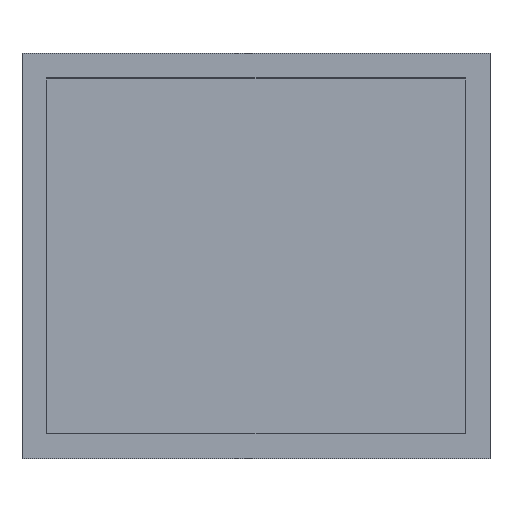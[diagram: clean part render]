
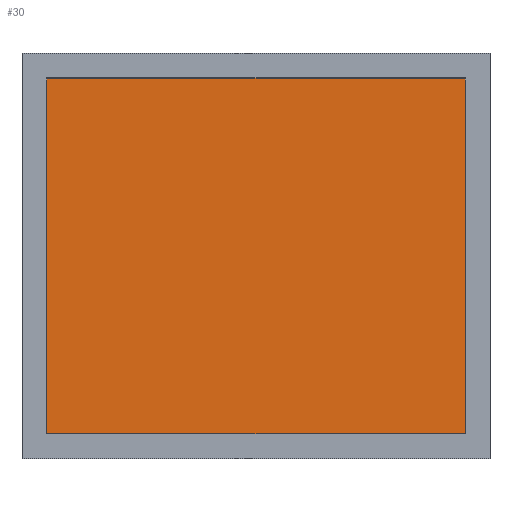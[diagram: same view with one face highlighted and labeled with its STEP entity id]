
A CAD part, top view. The second image highlights one B-rep face of the part: STEP entity #30.
In plain terms, the highlighted planar face has unit normal (0, 0, 1).
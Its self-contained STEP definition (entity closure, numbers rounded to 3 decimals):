
#30=ADVANCED_FACE('',(#65),#546,.T.);
#65=FACE_OUTER_BOUND('',#103,.T.);
#103=EDGE_LOOP('',(#170,#171,#172,#173));
#170=ORIENTED_EDGE('',*,*,#320,.T.);
#171=ORIENTED_EDGE('',*,*,#312,.T.);
#172=ORIENTED_EDGE('',*,*,#314,.T.);
#173=ORIENTED_EDGE('',*,*,#318,.T.);
#312=EDGE_CURVE('',#481,#478,#396,.T.);
#314=EDGE_CURVE('',#478,#482,#398,.T.);
#318=EDGE_CURVE('',#482,#484,#402,.T.);
#320=EDGE_CURVE('',#484,#481,#404,.T.);
#396=B_SPLINE_CURVE_WITH_KNOTS('',1,(#1040,#1041),.UNSPECIFIED.,.F.,.F.,
(2,2),(8.,142.),.UNSPECIFIED.);
#398=B_SPLINE_CURVE_WITH_KNOTS('',1,(#1044,#1045),.UNSPECIFIED.,.F.,.F.,
(2,2),(8.,122.),.UNSPECIFIED.);
#402=B_SPLINE_CURVE_WITH_KNOTS('',1,(#1052,#1053),.UNSPECIFIED.,.F.,.F.,
(2,2),(8.,142.),.UNSPECIFIED.);
#404=B_SPLINE_CURVE_WITH_KNOTS('',1,(#1056,#1057),.UNSPECIFIED.,.F.,.F.,
(2,2),(8.,122.),.UNSPECIFIED.);
#478=VERTEX_POINT('',#980);
#481=VERTEX_POINT('',#983);
#482=VERTEX_POINT('',#984);
#484=VERTEX_POINT('',#986);
#546=PLANE('',#593);
#593=AXIS2_PLACEMENT_3D('',#653,#623,$);
#623=DIRECTION('',(0.,0.,1.));
#653=CARTESIAN_POINT('',(-75.,-65.,8.));
#980=CARTESIAN_POINT('',(67.,-57.,8.));
#983=CARTESIAN_POINT('',(-67.,-57.,8.));
#984=CARTESIAN_POINT('',(67.,57.,8.));
#986=CARTESIAN_POINT('',(-67.,57.,8.));
#1040=CARTESIAN_POINT('',(-67.,-57.,8.));
#1041=CARTESIAN_POINT('',(67.,-57.,8.));
#1044=CARTESIAN_POINT('',(67.,-57.,8.));
#1045=CARTESIAN_POINT('',(67.,57.,8.));
#1052=CARTESIAN_POINT('',(67.,57.,8.));
#1053=CARTESIAN_POINT('',(-67.,57.,8.));
#1056=CARTESIAN_POINT('',(-67.,57.,8.));
#1057=CARTESIAN_POINT('',(-67.,-57.,8.));
